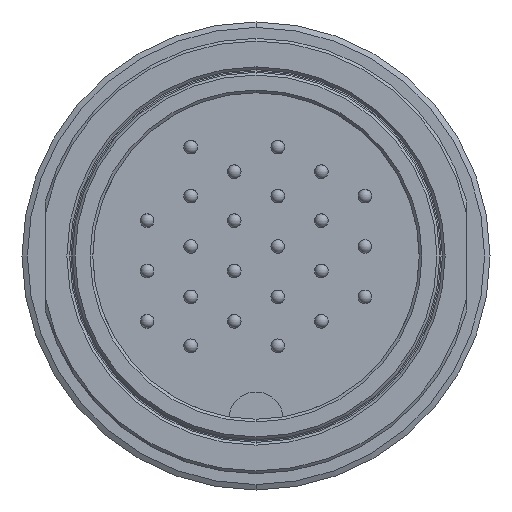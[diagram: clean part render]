
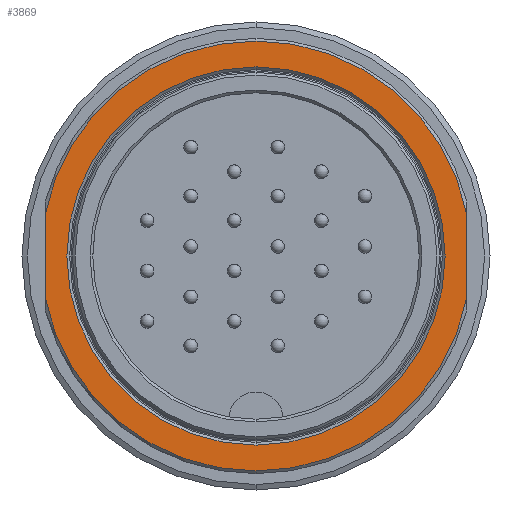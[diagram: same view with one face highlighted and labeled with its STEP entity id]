
A CAD part, front view. The second image highlights one B-rep face of the part: STEP entity #3869.
In plain terms, the highlighted planar face has unit normal (0, -1, 0).
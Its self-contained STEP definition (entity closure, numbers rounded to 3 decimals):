
#1021=CARTESIAN_POINT('',(0.,-4.,7.9));
#1022=VERTEX_POINT('',#1021);
#1031=CARTESIAN_POINT('',(7.75,-4.,1.532));
#1032=VERTEX_POINT('',#1031);
#1033=CARTESIAN_POINT('',(0.0,-4.,0.0));
#1034=DIRECTION('',(0.0,1.0,0.0));
#1035=DIRECTION('',(0.0,0.0,1.0));
#1036=AXIS2_PLACEMENT_3D('',#1033,#1034,#1035);
#1037=CIRCLE('',#1036,7.9);
#1038=EDGE_CURVE('',#1022,#1032,#1037,.T.);
#1070=CARTESIAN_POINT('',(0.0,-4.,6.95));
#1071=VERTEX_POINT('',#1070);
#1080=CARTESIAN_POINT('',(0.,-4.,-6.95));
#1081=VERTEX_POINT('',#1080);
#1082=CARTESIAN_POINT('',(0.0,-4.,0.0));
#1083=DIRECTION('',(0.0,1.0,0.0));
#1084=DIRECTION('',(0.0,0.0,1.0));
#1085=AXIS2_PLACEMENT_3D('',#1082,#1083,#1084);
#1086=CIRCLE('',#1085,6.95);
#1087=EDGE_CURVE('',#1081,#1071,#1086,.T.);
#1178=CARTESIAN_POINT('',(0.,-4.,-7.9));
#1179=VERTEX_POINT('',#1178);
#1195=CARTESIAN_POINT('',(7.75,-4.,-1.532));
#1196=VERTEX_POINT('',#1195);
#1210=CARTESIAN_POINT('',(0.0,-4.,0.0));
#1211=DIRECTION('',(0.0,1.0,0.0));
#1212=DIRECTION('',(0.0,0.0,1.0));
#1213=AXIS2_PLACEMENT_3D('',#1210,#1211,#1212);
#1214=CIRCLE('',#1213,7.9);
#1215=EDGE_CURVE('',#1196,#1179,#1214,.T.);
#3651=CARTESIAN_POINT('',(7.75,-4.,-1.532));
#3652=DIRECTION('',(0.0,0.0,1.0));
#3653=VECTOR('',#3652,3.064);
#3654=LINE('',#3651,#3653);
#3655=EDGE_CURVE('',#1196,#1032,#3654,.T.);
#3707=CARTESIAN_POINT('',(-7.75,-4.,-1.532));
#3708=VERTEX_POINT('',#3707);
#3709=CARTESIAN_POINT('',(0.0,-4.,0.0));
#3710=DIRECTION('',(0.0,1.0,0.0));
#3711=DIRECTION('',(0.0,0.0,1.0));
#3712=AXIS2_PLACEMENT_3D('',#3709,#3710,#3711);
#3713=CIRCLE('',#3712,7.9);
#3714=EDGE_CURVE('',#1179,#3708,#3713,.T.);
#3740=CARTESIAN_POINT('',(-7.75,-4.,1.532));
#3741=VERTEX_POINT('',#3740);
#3742=CARTESIAN_POINT('',(-7.75,-4.,1.532));
#3743=DIRECTION('',(0.0,0.0,-1.0));
#3744=VECTOR('',#3743,3.064);
#3745=LINE('',#3742,#3744);
#3746=EDGE_CURVE('',#3741,#3708,#3745,.T.);
#3836=CARTESIAN_POINT('',(0.0,-4.,0.0));
#3837=DIRECTION('',(0.0,1.0,0.0));
#3838=DIRECTION('',(0.0,0.0,1.0));
#3839=AXIS2_PLACEMENT_3D('',#3836,#3837,#3838);
#3840=CIRCLE('',#3839,6.95);
#3841=EDGE_CURVE('',#1071,#1081,#3840,.T.);
#3846=CARTESIAN_POINT('',(0.0,-4.,7.425));
#3847=DIRECTION('',(0.0,-1.0,0.0));
#3848=DIRECTION('',(0.0,0.0,-1.0));
#3849=AXIS2_PLACEMENT_3D('',#3846,#3847,#3848);
#3850=PLANE('',#3849);
#3851=ORIENTED_EDGE('',*,*,#3655,.T.);
#3852=ORIENTED_EDGE('',*,*,#1038,.F.);
#3853=CARTESIAN_POINT('',(0.0,-4.,0.0));
#3854=DIRECTION('',(0.0,1.0,0.0));
#3855=DIRECTION('',(0.0,0.0,1.0));
#3856=AXIS2_PLACEMENT_3D('',#3853,#3854,#3855);
#3857=CIRCLE('',#3856,7.9);
#3858=EDGE_CURVE('',#3741,#1022,#3857,.T.);
#3859=ORIENTED_EDGE('',*,*,#3858,.F.);
#3860=ORIENTED_EDGE('',*,*,#3746,.T.);
#3861=ORIENTED_EDGE('',*,*,#3714,.F.);
#3862=ORIENTED_EDGE('',*,*,#1215,.F.);
#3863=EDGE_LOOP('',(#3851,#3852,#3859,#3860,#3861,#3862));
#3864=FACE_OUTER_BOUND('',#3863,.T.);
#3865=ORIENTED_EDGE('',*,*,#3841,.T.);
#3866=ORIENTED_EDGE('',*,*,#1087,.T.);
#3867=EDGE_LOOP('',(#3865,#3866));
#3868=FACE_BOUND('',#3867,.T.);
#3869=ADVANCED_FACE('',(#3864,#3868),#3850,.T.);
